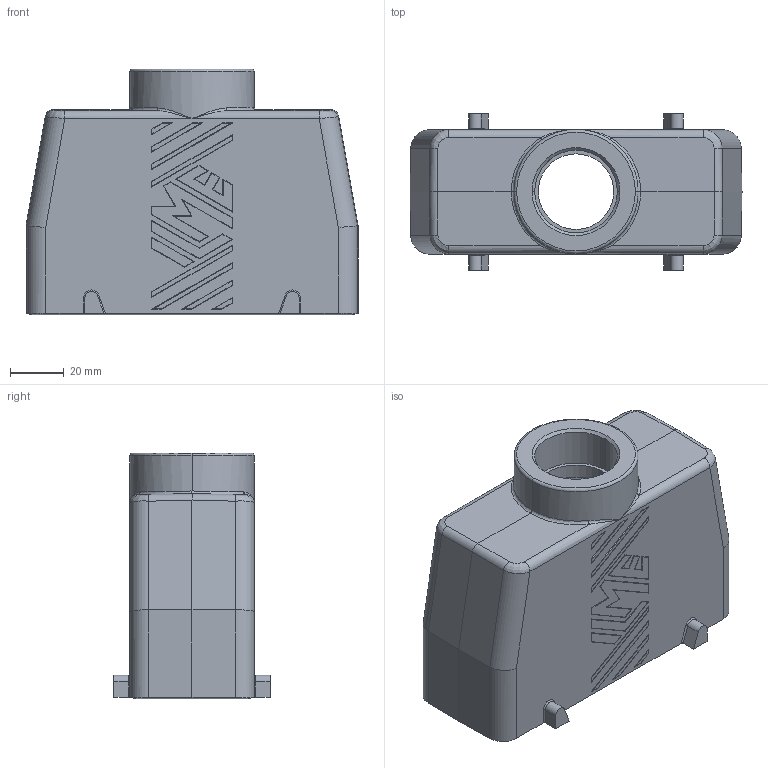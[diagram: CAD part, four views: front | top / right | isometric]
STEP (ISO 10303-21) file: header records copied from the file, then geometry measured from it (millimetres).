
FILE_DESCRIPTION(('Creo Elements/Direct Modeling STEP Export'),'2;1');
FILE_NAME('37jbk2e5h15lh882644','2022-02-02T11:22:10',(''),(''),'Creo Elements/Direct Modeling STEP processor for AP214 (Solid Model)','Creo Elements/Direct Modeling 20.1B 02-Apr-2019 (C) Parametric Technology GmbH','');
FILE_SCHEMA(('AUTOMOTIVE_DESIGN { 1 0 10303 214 1 1 1 1 }'));
Length unit declared in the file: millimetre
Products named in the file (2): TMAV_24-32
Assembly tree (1 placements, depth 2):
  TMAV_24-32
    TMAV_24-32
Bounding box: 123 x 58 x 91 mm (x, y, z)
Volume: 166981.3 mm3; surface area: 57789.7 mm2
Topology: 1 solids, 1 shells, 317 faces, 788 edges, 498 vertices
Faces by surface type: cylinder 174, plane 87, cone 26, bspline 24, torus 6
Entity records: 12915 total; most frequent: CARTESIAN_POINT 5515, ORIENTED_EDGE 1568, DIRECTION 1454, EDGE_CURVE 784, AXIS2_PLACEMENT_3D 498, VERTEX_POINT 498, VECTOR 458, LINE 458
